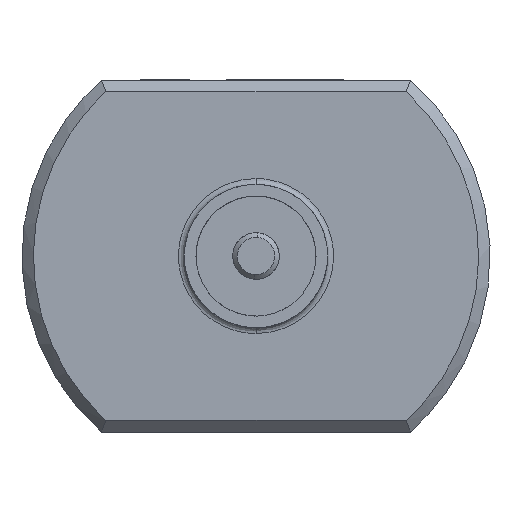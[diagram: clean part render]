
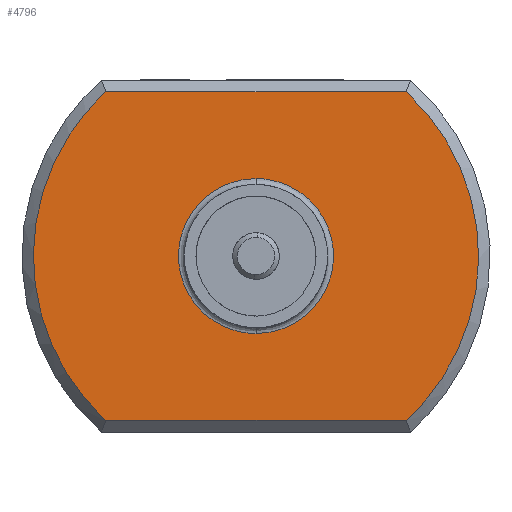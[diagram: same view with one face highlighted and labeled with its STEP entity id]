
A CAD part, front view. The second image highlights one B-rep face of the part: STEP entity #4796.
In plain terms, the highlighted free-form (B-spline) face has degree [1, 1] with [2, 2] control points.
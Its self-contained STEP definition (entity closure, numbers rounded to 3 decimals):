
#4796 = ADVANCED_FACE('',(#4797),#4833,.T.);
#4797 = FACE_BOUND('',#4798,.T.);
#4798 = EDGE_LOOP('',(#4799,#4808,#4818,#4825));
#4799 = ORIENTED_EDGE('',*,*,#4800,.F.);
#4800 = EDGE_CURVE('',#4801,#4803,#4805,.T.);
#4801 = VERTEX_POINT('',#4802);
#4802 = CARTESIAN_POINT('',(-7.234,29.1,
    0.565));
#4803 = VERTEX_POINT('',#4804);
#4804 = CARTESIAN_POINT('',(-21.806,29.1,
    0.565));
#4805 = B_SPLINE_CURVE_WITH_KNOTS('',1,(#4806,#4807),.UNSPECIFIED.,.F.,
  .F.,(2,2),(0.189,13.078),.PIECEWISE_BEZIER_KNOTS.);
#4806 = CARTESIAN_POINT('',(-7.234,29.1,
    0.565));
#4807 = CARTESIAN_POINT('',(-21.806,29.1,
    0.565));
#4808 = ORIENTED_EDGE('',*,*,#4809,.F.);
#4809 = EDGE_CURVE('',#4810,#4801,#4812,.T.);
#4810 = VERTEX_POINT('',#4811);
#4811 = CARTESIAN_POINT('',(-7.234,29.1,
    16.506));
#4812 = B_SPLINE_CURVE_WITH_KNOTS('',3,(#4813,#4814,#4815,#4816,#4817),
  .UNSPECIFIED.,.F.,.F.,(4,1,4),(0.188,8.117,
    16.046),.UNSPECIFIED.);
#4813 = CARTESIAN_POINT('',(-7.234,29.1,
    16.506));
#4814 = CARTESIAN_POINT('',(-5.012,29.1,
    14.504));
#4815 = CARTESIAN_POINT('',(-2.426,29.1,
    8.536));
#4816 = CARTESIAN_POINT('',(-5.012,29.1,
    2.568));
#4817 = CARTESIAN_POINT('',(-7.234,29.1,
    0.565));
#4818 = ORIENTED_EDGE('',*,*,#4819,.F.);
#4819 = EDGE_CURVE('',#4820,#4810,#4822,.T.);
#4820 = VERTEX_POINT('',#4821);
#4821 = CARTESIAN_POINT('',(-21.806,29.1,
    16.506));
#4822 = B_SPLINE_CURVE_WITH_KNOTS('',1,(#4823,#4824),.UNSPECIFIED.,.F.,
  .F.,(2,2),(0.189,13.078),.PIECEWISE_BEZIER_KNOTS.);
#4823 = CARTESIAN_POINT('',(-21.806,29.1,
    16.506));
#4824 = CARTESIAN_POINT('',(-7.234,29.1,
    16.506));
#4825 = ORIENTED_EDGE('',*,*,#4826,.F.);
#4826 = EDGE_CURVE('',#4803,#4820,#4827,.T.);
#4827 = B_SPLINE_CURVE_WITH_KNOTS('',3,(#4828,#4829,#4830,#4831,#4832),
  .UNSPECIFIED.,.F.,.F.,(4,1,4),(0.188,8.117,
    16.046),.UNSPECIFIED.);
#4828 = CARTESIAN_POINT('',(-21.806,29.1,
    0.565));
#4829 = CARTESIAN_POINT('',(-24.028,29.1,
    2.568));
#4830 = CARTESIAN_POINT('',(-26.614,29.1,
    8.536));
#4831 = CARTESIAN_POINT('',(-24.028,29.1,
    14.504));
#4832 = CARTESIAN_POINT('',(-21.806,29.1,
    16.506));
#4833 = B_SPLINE_SURFACE_WITH_KNOTS('',1,1,(
    (#4834,#4835)
    ,(#4836,#4837
    )),.UNSPECIFIED.,.F.,.F.,.F.,(2,2),(2,2),(-14.6,
    -0.5),(-17.33,4.064),
  .PIECEWISE_BEZIER_KNOTS.);
#4834 = CARTESIAN_POINT('',(-26.614,29.1,
    16.506));
#4835 = CARTESIAN_POINT('',(-2.426,29.1,
    16.506));
#4836 = CARTESIAN_POINT('',(-26.614,29.1,
    0.565));
#4837 = CARTESIAN_POINT('',(-2.426,29.1,
    0.565));
